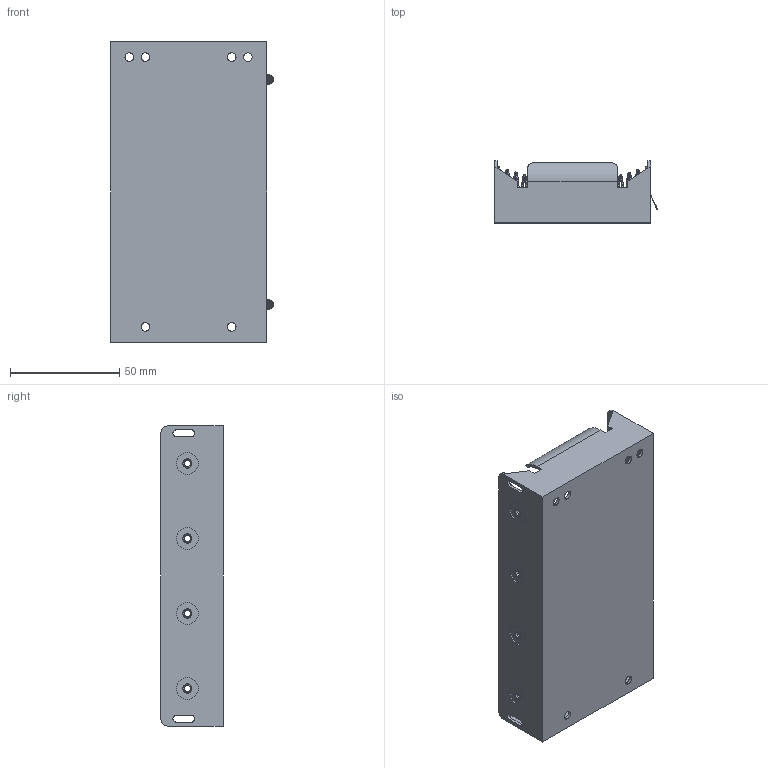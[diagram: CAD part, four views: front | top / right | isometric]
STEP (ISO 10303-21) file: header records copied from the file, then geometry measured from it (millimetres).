
FILE_DESCRIPTION (( 'STEP AP214' ), '1' );
FILE_NAME ('BH4DL.STEP', '2020-01-05T13:08:56', ( '' ), ( '' ), 'SwSTEP 2.0', 'SolidWorks 2017', '' );
FILE_SCHEMA (( 'AUTOMOTIVE_DESIGN' ));
Length unit declared in the file: millimetre
Products named in the file (1): BH4DL
Bounding box: 74.65 x 28.5 x 137.5 mm (x, y, z)
Volume: 40214.2 mm3; surface area: 49795.6 mm2
Topology: 12 solids, 12 shells, 563 faces, 1384 edges, 900 vertices
Faces by surface type: plane 295, cylinder 188, torus 64, bspline 16
Entity records: 27373 total; most frequent: CARTESIAN_POINT 13476, DIRECTION 2950, ORIENTED_EDGE 2768, EDGE_CURVE 1384, AXIS2_PLACEMENT_3D 1070, VERTEX_POINT 900, VECTOR 810, LINE 810
